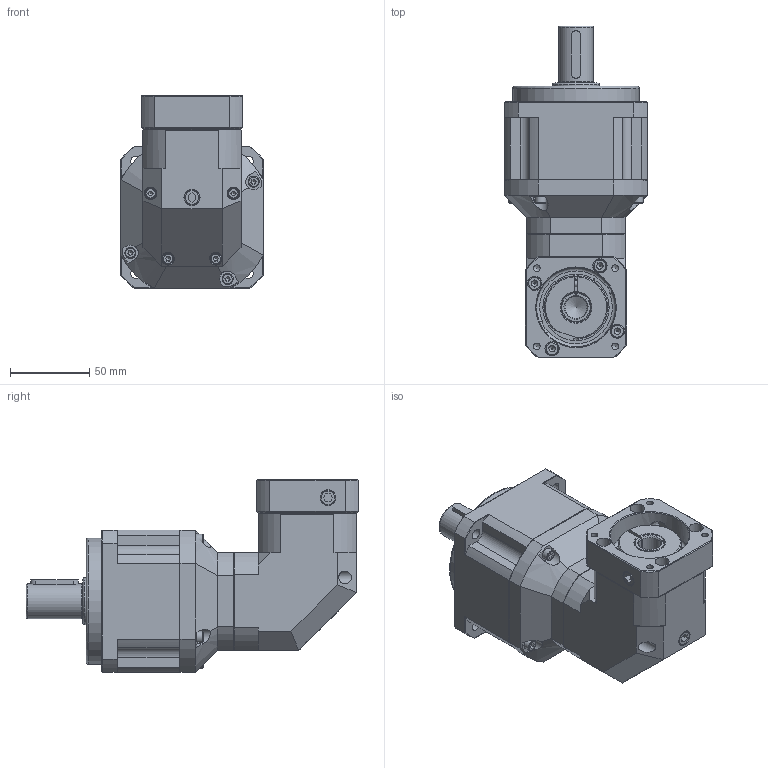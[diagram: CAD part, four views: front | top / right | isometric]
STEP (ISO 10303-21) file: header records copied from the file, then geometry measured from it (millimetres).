
FILE_DESCRIPTION((''),'2;1');
FILE_NAME('PBL90S-H-2.stp','2014-03-11T12:05:05',('young'),(''),'Autodesk Inventor 2012','Autodesk Inventor 2012','');
FILE_SCHEMA(('AUTOMOTIVE_DESIGN { 1 0 10303 214 1 1 1 1 }'));
Length unit declared in the file: millimetre
Products named in the file (1): PBL90S-H-2
Bounding box: 90 x 210 x 122 mm (x, y, z)
Volume: 805361.8 mm3; surface area: 156622.5 mm2
Topology: 27 solids, 27 shells, 804 faces, 1954 edges, 1249 vertices
Faces by surface type: plane 465, cylinder 171, cone 121, torus 26, bspline 21
Full cylindrical faces by diameter (mm): 3 x4, 3.3 x4, 4 x9, 4.2 x13, 4.5 x4, 5 x8, 5.5 x9, 6.8 x5, 7 x9, 8 x5, 8.5 x4, 9 x4, 9.5 x3, 14.2 x1, 19.3 x1, 19.8 x1, 20 x1, 22 x1, 29.8 x1, 30 x2, 32.71 x1, 35 x4, 42 x1, 48 x1, 49.831 x2, 50 x5, 52 x1, 54.763 x1, 80 x1
Entity records: 26958 total; most frequent: CARTESIAN_POINT 9175, DIRECTION 3632, ORIENTED_EDGE 3372, EDGE_CURVE 1686, AXIS2_PLACEMENT_3D 1380, VERTEX_POINT 1187, EDGE_LOOP 1111, VECTOR 872
